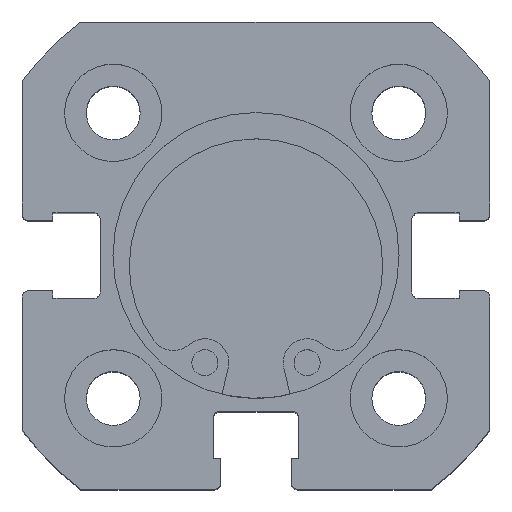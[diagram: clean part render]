
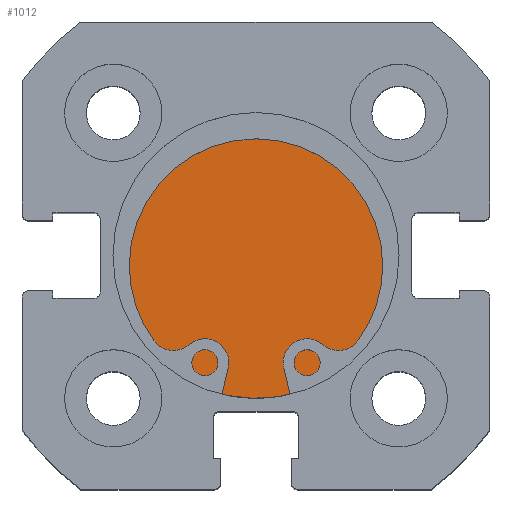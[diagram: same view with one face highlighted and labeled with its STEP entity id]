
A CAD part, top view. The second image highlights one B-rep face of the part: STEP entity #1012.
In plain terms, the highlighted face is planar.
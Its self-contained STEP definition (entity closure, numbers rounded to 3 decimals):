
#78 = CARTESIAN_POINT ( 'NONE',  ( 6., 0., 11. ) ) ;
#555 = VERTEX_POINT ( 'NONE', #78 ) ;
#775 = VERTEX_POINT ( 'NONE', #3218 ) ;
#1012 = ADVANCED_FACE ( 'NONE', ( #2702 ), #3931, .F. ) ;
#1516 = AXIS2_PLACEMENT_3D ( 'NONE', #3929, #3933, #3934 ) ;
#1666 = AXIS2_PLACEMENT_3D ( 'NONE', #5308, #5317, #5318 ) ;
#1697 = AXIS2_PLACEMENT_3D ( 'NONE', #5486, #5487, #5488 ) ;
#2144 = ORIENTED_EDGE ( 'NONE', *, *, #4456, .F. ) ;
#2145 = ORIENTED_EDGE ( 'NONE', *, *, #4394, .F. ) ;
#2210 = EDGE_LOOP ( 'NONE', ( #2145, #2144 ) ) ;
#2702 = FACE_OUTER_BOUND ( 'NONE', #2210, .T. ) ;
#3218 = CARTESIAN_POINT ( 'NONE',  ( 6., 0., -11. ) ) ;
#3929 = CARTESIAN_POINT ( 'NONE',  ( 6., 11., 0. ) ) ;
#3931 = PLANE ( 'NONE',  #1516 ) ;
#3933 = DIRECTION ( 'NONE',  ( -1., 0., 0. ) ) ;
#3934 = DIRECTION ( 'NONE',  ( 0., 0., 1. ) ) ;
#4394 = EDGE_CURVE ( 'NONE', #555, #775, #4856, .T. ) ;
#4456 = EDGE_CURVE ( 'NONE', #775, #555, #4946, .T. ) ;
#4856 = CIRCLE ( 'NONE', #1666, 11. ) ;
#4946 = CIRCLE ( 'NONE', #1697, 11. ) ;
#5308 = CARTESIAN_POINT ( 'NONE',  ( 6., 0., 0. ) ) ;
#5317 = DIRECTION ( 'NONE',  ( -1., 0., 0. ) ) ;
#5318 = DIRECTION ( 'NONE',  ( 0., 0., 1. ) ) ;
#5486 = CARTESIAN_POINT ( 'NONE',  ( 6., 0., 0. ) ) ;
#5487 = DIRECTION ( 'NONE',  ( -1., 0., 0. ) ) ;
#5488 = DIRECTION ( 'NONE',  ( 0., 0., 1. ) ) ;
